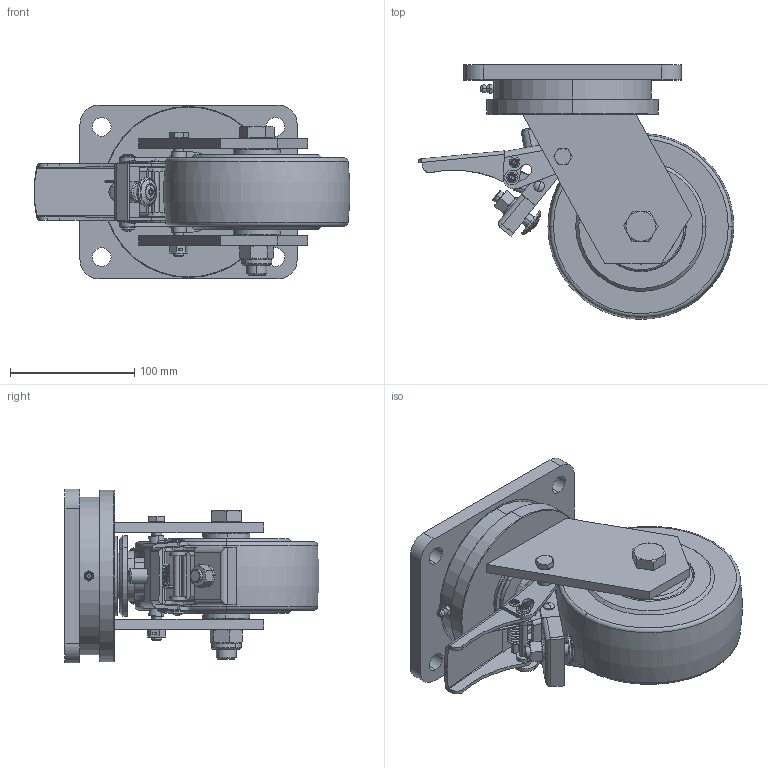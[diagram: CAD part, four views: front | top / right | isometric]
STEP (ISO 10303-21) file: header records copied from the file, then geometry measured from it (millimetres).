
FILE_DESCRIPTION (( 'STEP AP214' ), '1' );
FILE_NAME ('0036422.step', '2020-12-14T10:42:38', ( '' ), ( '' ), 'SwSTEP 2.0', 'SolidWorks 2018', '' );
FILE_SCHEMA (( 'AUTOMOTIVE_DESIGN' ));
Length unit declared in the file: millimetre
Products named in the file (1): 0036422
Bounding box: 254.16 x 204.7 x 140 mm (x, y, z)
Volume: 1793406.9 mm3; surface area: 415377.5 mm2
Topology: 51 solids, 51 shells, 943 faces, 2070 edges, 1267 vertices
Faces by surface type: cylinder 349, plane 292, cone 169, torus 106, bspline 21, sphere 6
Entity records: 30359 total; most frequent: CARTESIAN_POINT 8306, DIRECTION 4681, ORIENTED_EDGE 4110, EDGE_CURVE 2055, AXIS2_PLACEMENT_3D 1943, VERTEX_POINT 1266, EDGE_LOOP 1113, CIRCLE 1020
